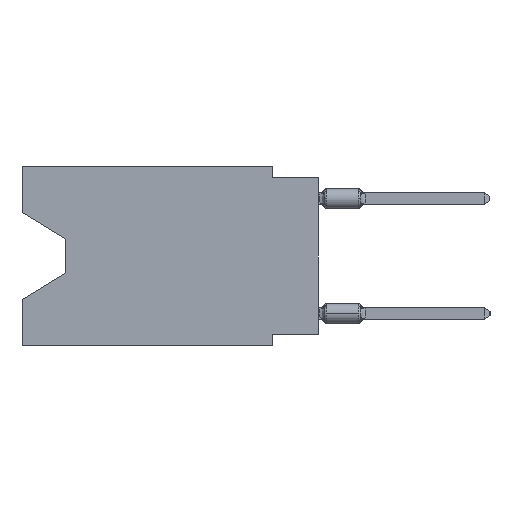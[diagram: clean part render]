
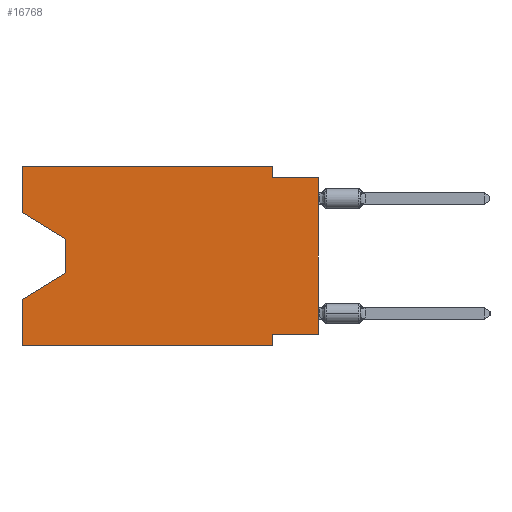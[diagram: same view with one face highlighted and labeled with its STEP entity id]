
A CAD part, left-side view. The second image highlights one B-rep face of the part: STEP entity #16768.
In plain terms, the highlighted planar face has unit normal (-1, 0, 0).
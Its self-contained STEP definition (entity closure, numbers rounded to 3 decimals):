
#198 = CARTESIAN_POINT ( 'NONE',  ( 0., 0., -0.635 ) ) ;
#292 = VERTEX_POINT ( 'NONE', #43228 ) ;
#634 = EDGE_CURVE ( 'NONE', #35239, #2625, #25183, .T. ) ;
#1793 = VECTOR ( 'NONE', #39858, 1000. ) ;
#2625 = VERTEX_POINT ( 'NONE', #26775 ) ;
#3322 = EDGE_CURVE ( 'NONE', #30729, #8233, #32285, .T. ) ;
#3412 = ORIENTED_EDGE ( 'NONE', *, *, #35459, .F. ) ;
#4336 = ORIENTED_EDGE ( 'NONE', *, *, #16016, .T. ) ;
#4502 = CARTESIAN_POINT ( 'NONE',  ( 0., 2.54, -9.906 ) ) ;
#6071 = VERTEX_POINT ( 'NONE', #21197 ) ;
#6550 = LINE ( 'NONE', #37951, #39748 ) ;
#6636 = CARTESIAN_POINT ( 'NONE',  ( 0., 2.54, 0. ) ) ;
#6667 = DIRECTION ( 'NONE',  ( 0., 0., 1. ) ) ;
#6686 = CARTESIAN_POINT ( 'NONE',  ( 0., 16.383, 0. ) ) ;
#8179 = LINE ( 'NONE', #28951, #43630 ) ;
#8233 = VERTEX_POINT ( 'NONE', #4502 ) ;
#8311 = VECTOR ( 'NONE', #35467, 1000. ) ;
#8349 = VECTOR ( 'NONE', #13015, 1000. ) ;
#8427 = VECTOR ( 'NONE', #21567, 1000. ) ;
#9467 = VERTEX_POINT ( 'NONE', #33946 ) ;
#9719 = ORIENTED_EDGE ( 'NONE', *, *, #38882, .F. ) ;
#9822 = ORIENTED_EDGE ( 'NONE', *, *, #31622, .T. ) ;
#10364 = VERTEX_POINT ( 'NONE', #27614 ) ;
#10837 = DIRECTION ( 'NONE',  ( 0., 0., -1. ) ) ;
#11242 = DIRECTION ( 'NONE',  ( 0., -1., 0. ) ) ;
#11756 = ORIENTED_EDGE ( 'NONE', *, *, #634, .F. ) ;
#12905 = CARTESIAN_POINT ( 'NONE',  ( 0., 16.383, -2.546 ) ) ;
#12971 = VERTEX_POINT ( 'NONE', #24174 ) ;
#13015 = DIRECTION ( 'NONE',  ( 0., 0., -1. ) ) ;
#13797 = VECTOR ( 'NONE', #38320, 1000. ) ;
#13843 = FACE_OUTER_BOUND ( 'NONE', #40093, .T. ) ;
#14892 = VECTOR ( 'NONE', #43804, 1000. ) ;
#15004 = CARTESIAN_POINT ( 'NONE',  ( 0., 16.383, 0. ) ) ;
#15058 = VECTOR ( 'NONE', #10837, 1000. ) ;
#15382 = DIRECTION ( 'NONE',  ( 0., -1., 0. ) ) ;
#15776 = VERTEX_POINT ( 'NONE', #33153 ) ;
#16016 = EDGE_CURVE ( 'NONE', #10364, #9467, #28175, .T. ) ;
#16768 = ADVANCED_FACE ( 'NONE', ( #13843 ), #35090, .F. ) ;
#16789 = ORIENTED_EDGE ( 'NONE', *, *, #3322, .F. ) ;
#16790 = EDGE_CURVE ( 'NONE', #292, #12971, #17152, .T. ) ;
#17152 = LINE ( 'NONE', #12905, #27259 ) ;
#17380 = DIRECTION ( 'NONE',  ( 0., -0.855, -0.519 ) ) ;
#17559 = VERTEX_POINT ( 'NONE', #20894 ) ;
#18082 = CARTESIAN_POINT ( 'NONE',  ( 0., 2.54, -9.271 ) ) ;
#18471 = EDGE_CURVE ( 'NONE', #17559, #9467, #21955, .T. ) ;
#18673 = CARTESIAN_POINT ( 'NONE',  ( 0., 16.383, -9.906 ) ) ;
#20407 = CARTESIAN_POINT ( 'NONE',  ( 0., 0., -9.271 ) ) ;
#20894 = CARTESIAN_POINT ( 'NONE',  ( 0., 16.383, -9.906 ) ) ;
#21197 = CARTESIAN_POINT ( 'NONE',  ( 0., 0., -9.271 ) ) ;
#21567 = DIRECTION ( 'NONE',  ( 0., 0.855, -0.519 ) ) ;
#21955 = LINE ( 'NONE', #30357, #1793 ) ;
#22263 = CARTESIAN_POINT ( 'NONE',  ( 0., 16.383, 0. ) ) ;
#22746 = ORIENTED_EDGE ( 'NONE', *, *, #30519, .T. ) ;
#22775 = VERTEX_POINT ( 'NONE', #198 ) ;
#24174 = CARTESIAN_POINT ( 'NONE',  ( 0., 13.97, -4.013 ) ) ;
#25183 = LINE ( 'NONE', #15004, #14892 ) ;
#26775 = CARTESIAN_POINT ( 'NONE',  ( 0., 2.54, 0. ) ) ;
#27259 = VECTOR ( 'NONE', #17380, 1000. ) ;
#27338 = EDGE_CURVE ( 'NONE', #6071, #30729, #44717, .T. ) ;
#27614 = CARTESIAN_POINT ( 'NONE',  ( 0., 13.97, -5.893 ) ) ;
#27746 = DIRECTION ( 'NONE',  ( 1., 0., 0. ) ) ;
#28092 = VECTOR ( 'NONE', #6667, 1000. ) ;
#28175 = LINE ( 'NONE', #42335, #8427 ) ;
#28749 = CARTESIAN_POINT ( 'NONE',  ( 0., 2.54, -9.906 ) ) ;
#28951 = CARTESIAN_POINT ( 'NONE',  ( 0., 0., -0.635 ) ) ;
#30045 = VECTOR ( 'NONE', #15382, 1000. ) ;
#30357 = CARTESIAN_POINT ( 'NONE',  ( 0., 16.383, 0. ) ) ;
#30519 = EDGE_CURVE ( 'NONE', #12971, #10364, #6550, .T. ) ;
#30729 = VERTEX_POINT ( 'NONE', #18082 ) ;
#31317 = DIRECTION ( 'NONE',  ( 0., 0., -1. ) ) ;
#31362 = ORIENTED_EDGE ( 'NONE', *, *, #27338, .F. ) ;
#31439 = LINE ( 'NONE', #35443, #28092 ) ;
#31502 = ORIENTED_EDGE ( 'NONE', *, *, #18471, .F. ) ;
#31622 = EDGE_CURVE ( 'NONE', #17559, #8233, #43684, .T. ) ;
#32285 = LINE ( 'NONE', #28749, #15058 ) ;
#33112 = ORIENTED_EDGE ( 'NONE', *, *, #16790, .T. ) ;
#33153 = CARTESIAN_POINT ( 'NONE',  ( 0., 2.54, -0.635 ) ) ;
#33946 = CARTESIAN_POINT ( 'NONE',  ( 0., 16.383, -7.36 ) ) ;
#35090 = PLANE ( 'NONE',  #37082 ) ;
#35151 = EDGE_CURVE ( 'NONE', #292, #35239, #38995, .T. ) ;
#35239 = VERTEX_POINT ( 'NONE', #22263 ) ;
#35443 = CARTESIAN_POINT ( 'NONE',  ( 0., 0., 0. ) ) ;
#35459 = EDGE_CURVE ( 'NONE', #2625, #15776, #42023, .T. ) ;
#35467 = DIRECTION ( 'NONE',  ( 0., 0., 1. ) ) ;
#37082 = AXIS2_PLACEMENT_3D ( 'NONE', #42402, #27746, #42155 ) ;
#37951 = CARTESIAN_POINT ( 'NONE',  ( 0., 13.97, -4.013 ) ) ;
#38320 = DIRECTION ( 'NONE',  ( 0., 1., 0. ) ) ;
#38882 = EDGE_CURVE ( 'NONE', #15776, #22775, #8179, .T. ) ;
#38995 = LINE ( 'NONE', #6686, #8311 ) ;
#39748 = VECTOR ( 'NONE', #31317, 1000. ) ;
#39858 = DIRECTION ( 'NONE',  ( 0., 0., 1. ) ) ;
#40093 = EDGE_LOOP ( 'NONE', ( #33112, #22746, #4336, #31502, #9822, #16789, #31362, #44417, #9719, #3412, #11756, #45908 ) ) ;
#42023 = LINE ( 'NONE', #6636, #8349 ) ;
#42155 = DIRECTION ( 'NONE',  ( 0., 0., -1. ) ) ;
#42335 = CARTESIAN_POINT ( 'NONE',  ( 0., 13.97, -5.893 ) ) ;
#42402 = CARTESIAN_POINT ( 'NONE',  ( 0., 16.383, 0. ) ) ;
#43228 = CARTESIAN_POINT ( 'NONE',  ( 0., 16.383, -2.546 ) ) ;
#43630 = VECTOR ( 'NONE', #11242, 1000. ) ;
#43684 = LINE ( 'NONE', #18673, #30045 ) ;
#43804 = DIRECTION ( 'NONE',  ( 0., -1., 0. ) ) ;
#44417 = ORIENTED_EDGE ( 'NONE', *, *, #44869, .T. ) ;
#44717 = LINE ( 'NONE', #20407, #13797 ) ;
#44869 = EDGE_CURVE ( 'NONE', #6071, #22775, #31439, .T. ) ;
#45908 = ORIENTED_EDGE ( 'NONE', *, *, #35151, .F. ) ;
